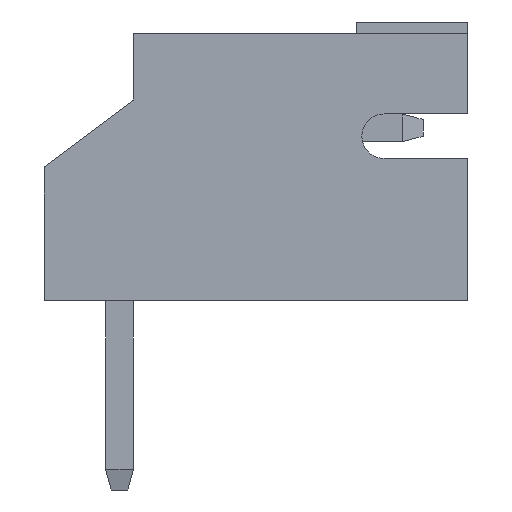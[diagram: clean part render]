
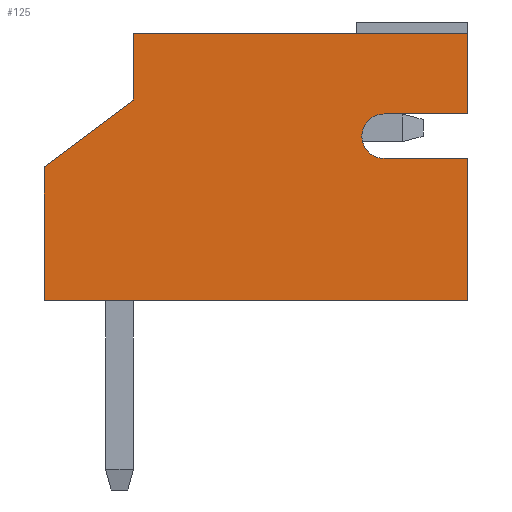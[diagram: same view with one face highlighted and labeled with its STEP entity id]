
A CAD part, left-side view. The second image highlights one B-rep face of the part: STEP entity #125.
In plain terms, the highlighted planar face has unit normal (-1, 0, 0).
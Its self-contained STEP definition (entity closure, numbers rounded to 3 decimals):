
#125=ADVANCED_FACE('',(#2350),#2352,.T.);
#2350=FACE_BOUND('',#2351,.T.);
#2351=EDGE_LOOP('',(#4150,#4151,#4152,#4153,#4154,#4155,#4156,#4157,#4158,#4159));
#2352=PLANE('',#2353);
#2353=AXIS2_PLACEMENT_3D('',#2354,#2355,#2356);
#2354=CARTESIAN_POINT('',(-1.95,0.,0.));
#2355=DIRECTION('',(-1.,0.,0.));
#2356=DIRECTION('',(0.,0.,1.));
#4150=ORIENTED_EDGE('',*,*,#5411,.T.);
#4151=ORIENTED_EDGE('',*,*,#5351,.T.);
#4152=ORIENTED_EDGE('',*,*,#5405,.T.);
#4153=ORIENTED_EDGE('',*,*,#5412,.T.);
#4154=ORIENTED_EDGE('',*,*,#5413,.T.);
#4155=ORIENTED_EDGE('',*,*,#5414,.T.);
#4156=ORIENTED_EDGE('',*,*,#5415,.T.);
#4157=ORIENTED_EDGE('',*,*,#5416,.T.);
#4158=ORIENTED_EDGE('',*,*,#5417,.T.);
#4159=ORIENTED_EDGE('',*,*,#5418,.T.);
#5351=EDGE_CURVE('',#5996,#5994,#5997,.T.);
#5405=EDGE_CURVE('',#5994,#6098,#6100,.T.);
#5411=EDGE_CURVE('',#6108,#5996,#6109,.F.);
#5412=EDGE_CURVE('',#6098,#6110,#6111,.T.);
#5413=EDGE_CURVE('',#6110,#6112,#6113,.T.);
#5414=EDGE_CURVE('',#6112,#6114,#6115,.T.);
#5415=EDGE_CURVE('',#6114,#6116,#6117,.T.);
#5416=EDGE_CURVE('',#6116,#6118,#6119,.T.);
#5417=EDGE_CURVE('',#6118,#6120,#6121,.F.);
#5418=EDGE_CURVE('',#6120,#6108,#6122,.F.);
#5994=VERTEX_POINT('',#7045);
#5996=VERTEX_POINT('',#7049);
#5997=LINE('',#7050,#7051);
#6098=VERTEX_POINT('',#7257);
#6100=LINE('',#7261,#7262);
#6108=VERTEX_POINT('',#7281);
#6109=LINE('',#7282,#7283);
#6110=VERTEX_POINT('',#7285);
#6111=LINE('',#7286,#7287);
#6112=VERTEX_POINT('',#7289);
#6113=LINE('',#7290,#7291);
#6114=VERTEX_POINT('',#7293);
#6115=LINE('',#7294,#7295);
#6116=VERTEX_POINT('',#7297);
#6117=LINE('',#7298,#7299);
#6118=VERTEX_POINT('',#7301);
#6119=LINE('',#7302,#7303);
#6120=VERTEX_POINT('',#7305);
#6121=LINE('',#7306,#7307);
#6122=CIRCLE('',#7309,0.4);
#7045=CARTESIAN_POINT('',(-1.95,-6.25,4.8));
#7049=CARTESIAN_POINT('',(-1.95,-6.25,3.35));
#7050=CARTESIAN_POINT('',(-1.95,-6.25,3.35));
#7051=VECTOR('',#7052,1.);
#7052=DIRECTION('',(0.,0.,1.));
#7257=CARTESIAN_POINT('',(-1.95,-0.25,4.8));
#7261=CARTESIAN_POINT('',(-1.95,-6.25,4.8));
#7262=VECTOR('',#7263,1.);
#7263=DIRECTION('',(0.,1.,0.));
#7281=CARTESIAN_POINT('',(-1.95,-4.75,3.35));
#7282=CARTESIAN_POINT('',(-1.95,-6.25,3.35));
#7283=VECTOR('',#7284,1.);
#7284=DIRECTION('',(0.,1.,0.));
#7285=CARTESIAN_POINT('',(-1.95,-0.25,3.6));
#7286=CARTESIAN_POINT('',(-1.95,-0.25,4.8));
#7287=VECTOR('',#7288,1.);
#7288=DIRECTION('',(0.,0.,-1.));
#7289=CARTESIAN_POINT('',(-1.95,1.35,2.4));
#7290=CARTESIAN_POINT('',(-1.95,-0.25,3.6));
#7291=VECTOR('',#7292,1.);
#7292=DIRECTION('',(0.,0.8,-0.6));
#7293=CARTESIAN_POINT('',(-1.95,1.35,0.));
#7294=CARTESIAN_POINT('',(-1.95,1.35,2.4));
#7295=VECTOR('',#7296,1.);
#7296=DIRECTION('',(0.,0.,-1.));
#7297=CARTESIAN_POINT('',(-1.95,-6.25,0.));
#7298=CARTESIAN_POINT('',(-1.95,1.35,0.));
#7299=VECTOR('',#7300,1.);
#7300=DIRECTION('',(0.,-1.,0.));
#7301=CARTESIAN_POINT('',(-1.95,-6.25,2.55));
#7302=CARTESIAN_POINT('',(-1.95,-6.25,0.));
#7303=VECTOR('',#7304,1.);
#7304=DIRECTION('',(0.,0.,1.));
#7305=CARTESIAN_POINT('',(-1.95,-4.75,2.55));
#7306=CARTESIAN_POINT('',(-1.95,-4.75,2.55));
#7307=VECTOR('',#7308,1.);
#7308=DIRECTION('',(0.,-1.,0.));
#7309=AXIS2_PLACEMENT_3D('',#7310,#7311,#7312);
#7310=CARTESIAN_POINT('',(-1.95,-4.75,2.95));
#7311=DIRECTION('',(-1.,0.,0.));
#7312=DIRECTION('',(0.,0.,1.));
